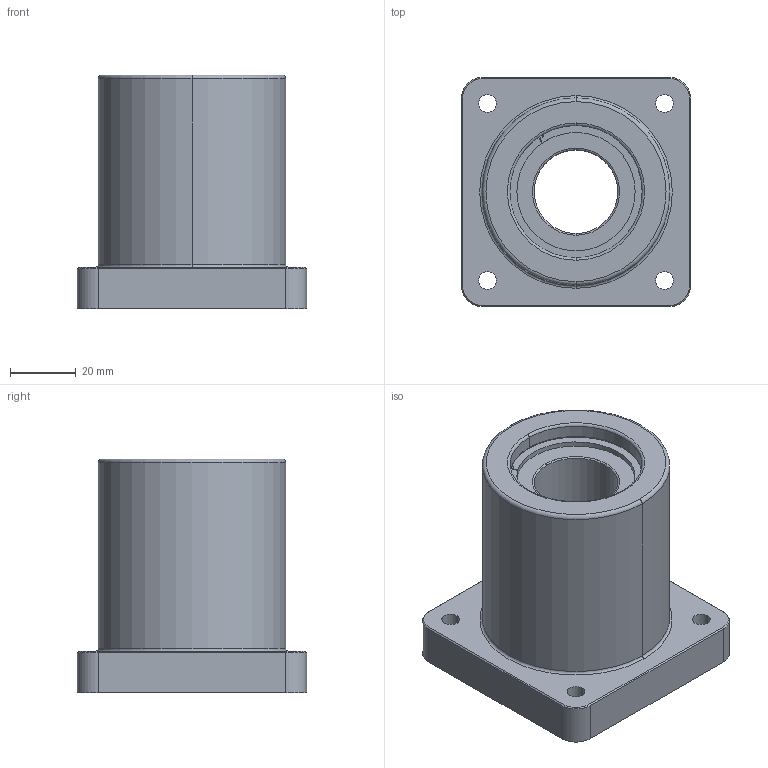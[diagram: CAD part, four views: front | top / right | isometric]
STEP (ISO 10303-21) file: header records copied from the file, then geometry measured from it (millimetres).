
FILE_DESCRIPTION (( 'STEP AP214' ), '1' );
FILE_NAME ('FlangeMount_DABD21279C.step', '2020-10-06T16:40:50', ( '' ), ( '' ), 'SwSTEP 2.0', 'SolidWorks 2019', '' );
FILE_SCHEMA (( 'AUTOMOTIVE_DESIGN' ));
Length unit declared in the file: inch
Products named in the file (3): FlangeMount_DABD21279C; b5k6xHhSJy_CADModel_0
Assembly tree (1 placements, depth 2):
  FlangeMount_DABD21279C
    b5k6xHhSJy_CADModel_0
  b5k6xHhSJy_CADModel_0
Bounding box: 69.85 x 69.85 x 71.3 mm (x, y, z)
Volume: 161493 mm3; surface area: 59138.7 mm2
Topology: 7 solids, 7 shells, 169 faces, 392 edges, 244 vertices
Faces by surface type: cylinder 74, plane 41, torus 26, cone 20, bspline 8
Entity records: 7340 total; most frequent: CARTESIAN_POINT 954, DIRECTION 950, ORIENTED_EDGE 784, AXIS2_PLACEMENT_3D 400, EDGE_CURVE 392, VERTEX_POINT 244, CIRCLE 234, EDGE_LOOP 194
